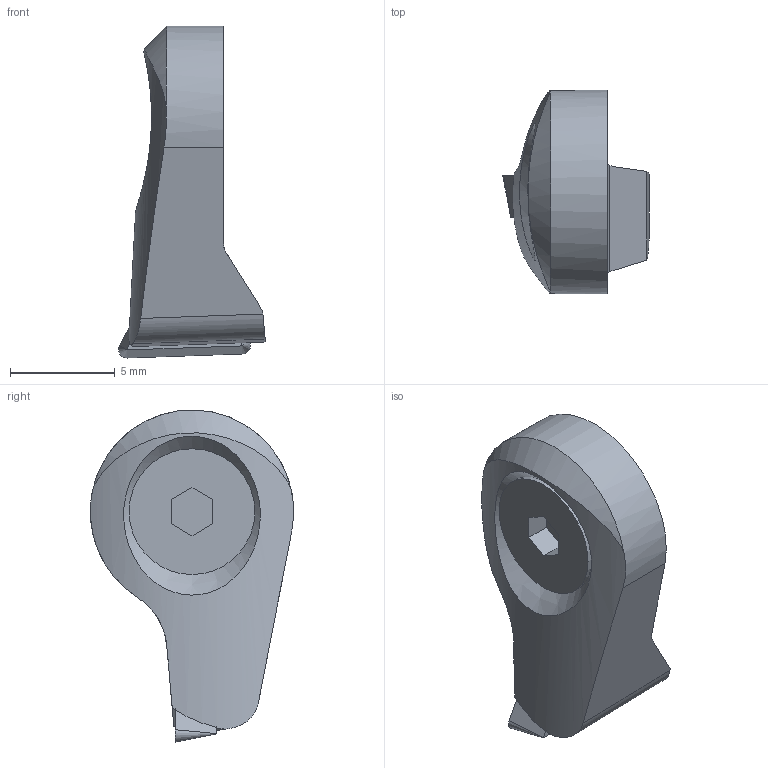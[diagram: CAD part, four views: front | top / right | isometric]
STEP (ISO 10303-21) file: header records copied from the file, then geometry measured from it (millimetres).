
FILE_DESCRIPTION(/* description */ (''),/* implementation_level */ '2;1');
FILE_NAME(/* name */ '1551778143946.stp',/* time_stamp */ '2019-03-05T10:29:21+01:00',/* author */ (''),/* organization */ ('SMS'),/* preprocessor_version */ 'ST-DEVELOPER v15',/* originating_system */ 'SIEMENS PLM Software NX 8.5',/* authorisation */ '');
FILE_SCHEMA (('AUTOMOTIVE_DESIGN { 1 0 10303 214 3 1 1 1 }'));
Length unit declared in the file: millimetre
Products named in the file (4): IsoTurningInsert; ASSEMBLY_CONSTRUCTION; 202214685mod000_00; 111168688mod000_01
Assembly tree (3 placements, depth 2):
  111168688mod000_01
    202214685mod000_00
    ASSEMBLY_CONSTRUCTION
    IsoTurningInsert
Bounding box: 7 x 9.7 x 15.84 mm (x, y, z)
Volume: 391 mm3; surface area: 487.2 mm2
Topology: 2 solids, 2 shells, 45 faces, 113 edges, 81 vertices
Faces by surface type: plane 26, cylinder 8, cone 7, torus 4
Full cylindrical faces by diameter (mm): 2.2 x2, 6 x1
Entity records: 1502 total; most frequent: CARTESIAN_POINT 314, DIRECTION 228, ORIENTED_EDGE 192, EDGE_CURVE 96, AXIS2_PLACEMENT_3D 85, VERTEX_POINT 68, EDGE_LOOP 60, LINE 58
